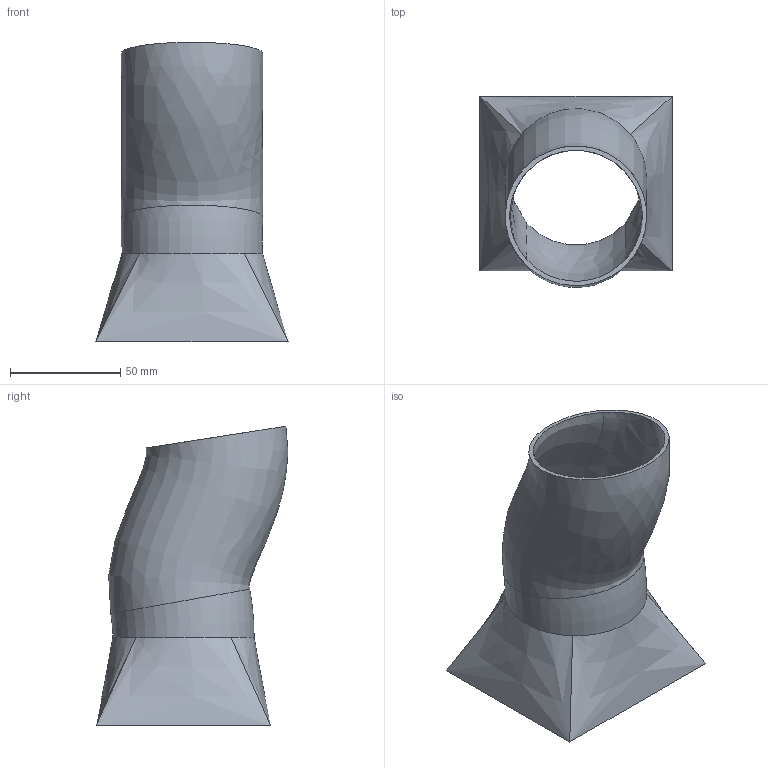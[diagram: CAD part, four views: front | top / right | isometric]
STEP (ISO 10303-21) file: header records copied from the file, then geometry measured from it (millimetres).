
FILE_DESCRIPTION(/* description */ (''),/* implementation_level */ '2;1');
FILE_NAME(/* name */ 'Tolva de alimentacion v12.step',/* time_stamp */ '2024-11-08T10:08:19-03:00',/* author */ (''),/* organization */ (''),/* preprocessor_version */ 'ST-DEVELOPER v20',/* originating_system */ 'Autodesk Translation Framework v13.20.0.188',/* authorisation */ '');
FILE_SCHEMA (('AUTOMOTIVE_DESIGN { 1 0 10303 214 3 1 1 }'));
Length unit declared in the file: millimetre
Products named in the file (1): Tolva de alimentacion
Bounding box: 87 x 86.74 x 135.57 mm (x, y, z)
Volume: 65590.4 mm3; surface area: 59338.4 mm2
Topology: 1 solids, 1 shells, 20 faces, 46 edges, 28 vertices
Faces by surface type: bspline 17, plane 2, torus 1
Entity records: 1747 total; most frequent: CARTESIAN_POINT 1336, ORIENTED_EDGE 92, EDGE_CURVE 46, DIRECTION 46, VERTEX_POINT 28, EDGE_LOOP 22, B_SPLINE_CURVE_WITH_KNOTS 21, FACE_OUTER_BOUND 20
